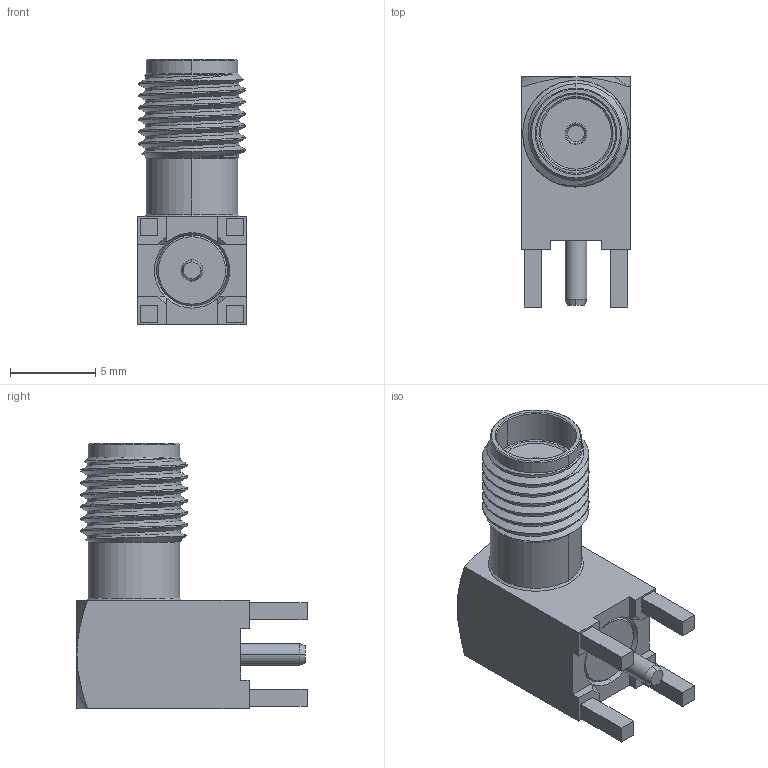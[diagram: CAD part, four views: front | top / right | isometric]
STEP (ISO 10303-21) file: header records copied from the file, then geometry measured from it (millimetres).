
FILE_DESCRIPTION(('STEP AP242'),'1');
FILE_NAME('3-1478978-1.stp','2023-04-16T06:41:57',('TraceParts'),('TraceParts S.A.'),'Spatial InterOp 3D',' ',' ');
FILE_SCHEMA(('AP242_MANAGED_MODEL_BASED_3D_ENGINEERING_MIM_LF {1 0 10303 442 1 1 4}'));
Length unit declared in the file: millimetre
Products named in the file (1): 3-1478978-1
Bounding box: 6.35 x 13.5 x 15.55 mm (x, y, z)
Volume: 598.6 mm3; surface area: 651.9 mm2
Topology: 1 solids, 1 shells, 115 faces, 277 edges, 175 vertices
Faces by surface type: plane 49, cone 31, cylinder 29, bspline 6
Entity records: 7188 total; most frequent: CARTESIAN_POINT 3195, ORIENTED_EDGE 554, DIRECTION 518, EDGE_CURVE 277, STYLED_ITEM 271, PRESENTATION_STYLE_ASSIGNMENT 271, COLOUR_RGB 271, CURVE_STYLE 270
